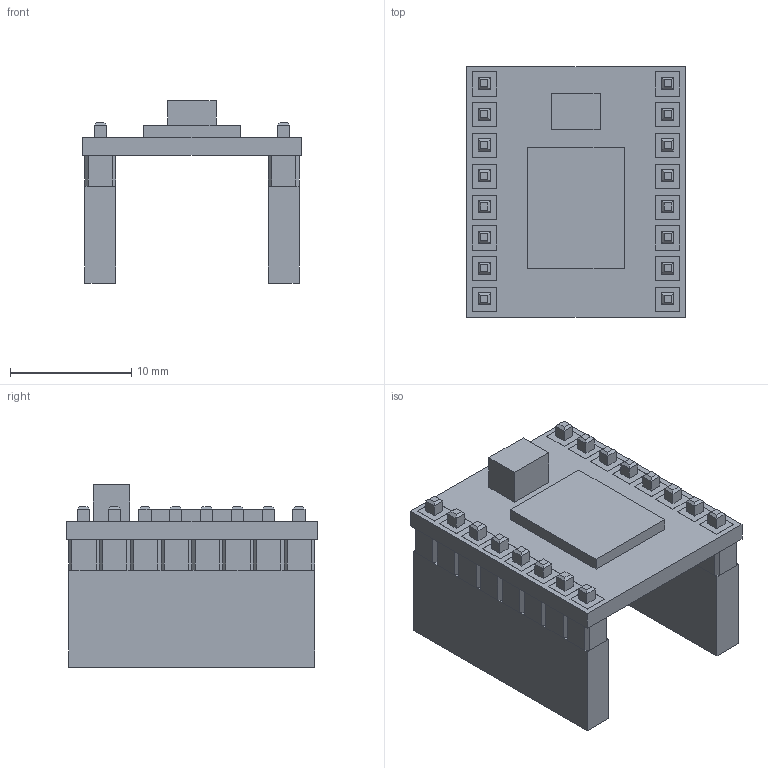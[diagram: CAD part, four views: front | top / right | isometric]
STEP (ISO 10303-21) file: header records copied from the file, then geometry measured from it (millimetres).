
FILE_DESCRIPTION(('FreeCAD Model'),'2;1');
FILE_NAME('Fusion.step','2018-07-17T10:58:16',( 'kicad StepUp'),('ksu MCAD'),'Open CASCADE STEP processor 6.8', 'FreeCAD','Unknown');
FILE_SCHEMA(('AUTOMOTIVE_DESIGN_CC2 { 1 2 10303 214 -1 1 5 4 }'));
Length unit declared in the file: millimetre
Products named in the file (1): Fusion
Bounding box: 18.03 x 20.7 x 15.04 mm (x, y, z)
Volume: 1776.5 mm3; surface area: 2112.6 mm2
Topology: 1 solids, 1 shells, 422 faces, 980 edges, 560 vertices
Faces by surface type: plane 422
Entity records: 27062 total; most frequent: CARTESIAN_POINT 3935, DIRECTION 3762, LINE 2940, VECTOR 2940, ORIENTED_EDGE 1960, PCURVE 1960, DEFINITIONAL_REPRESENTATION 1960, EDGE_CURVE 980
